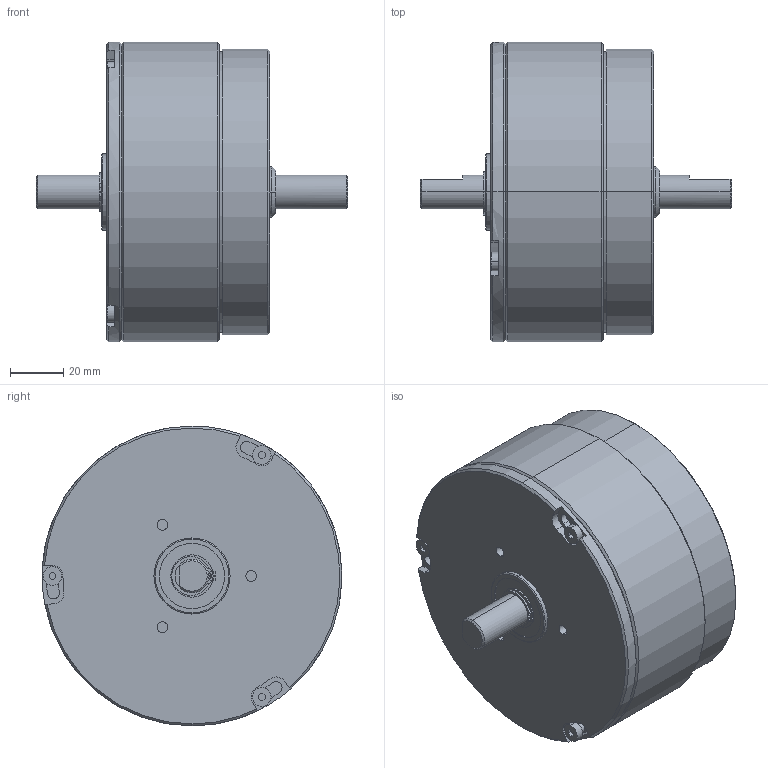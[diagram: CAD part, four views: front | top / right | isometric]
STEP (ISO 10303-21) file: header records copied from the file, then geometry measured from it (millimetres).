
FILE_DESCRIPTION (( 'STEP AP214' ), '1' );
FILE_NAME ('HPM-210__EF.STEP', '2013-06-25T20:13:50', ( 'Jeff' ), ( '' ), 'SwSTEP 2.0', 'SolidWorks 2013', '' );
FILE_SCHEMA (( 'AUTOMOTIVE_DESIGN' ));
Length unit declared in the file: inch
Products named in the file (1): HPM-210__EF
Bounding box: 117.02 x 112.7 x 112.7 mm (x, y, z)
Surface area: 55417.6 mm2 (no closed solid volume)
Topology: 0 solids, 14 shells, 148 faces, 723 edges, 589 vertices
Faces by surface type: cylinder 70, plane 54, cone 22, torus 2
Entity records: 9574 total; most frequent: CARTESIAN_POINT 1491, DIRECTION 1376, ORIENTED_EDGE 1040, EDGE_CURVE 723, VERTEX_POINT 589, AXIS2_PLACEMENT_3D 514, CIRCLE 365, LINE 348
